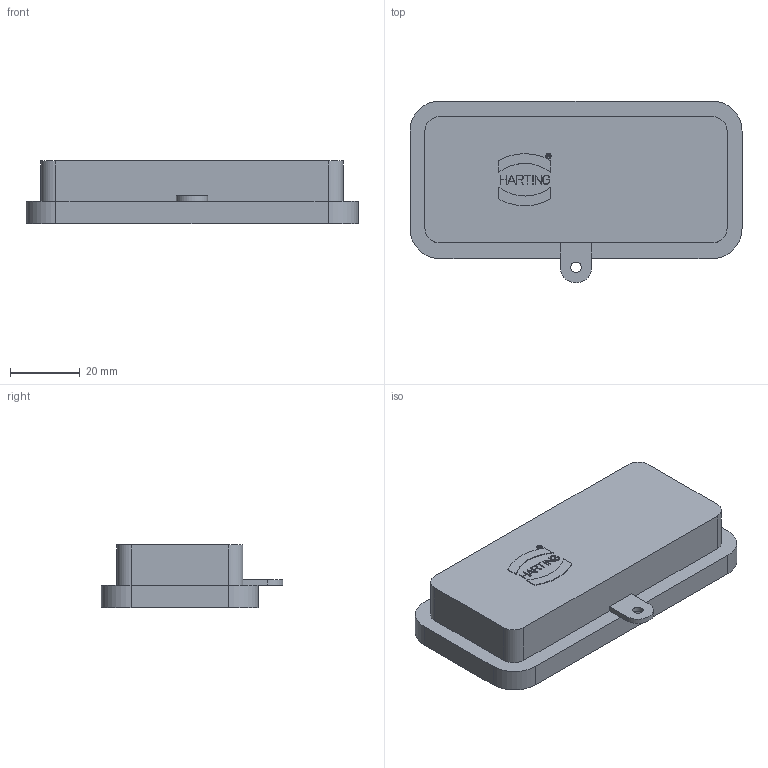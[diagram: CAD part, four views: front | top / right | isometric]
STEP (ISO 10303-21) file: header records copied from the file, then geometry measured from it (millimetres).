
FILE_DESCRIPTION(/* description */ (''),/* implementation_level */ '2;1');
FILE_NAME(/* name */ '100111747ugm000_b.stp',/* time_stamp */ '2019-10-28T13:52:02+01:00',/* author */ (''),/* organization */ (''),/* preprocessor_version */ 'ST-DEVELOPER v16.7',/* originating_system */ 'SIEMENS PLM Software NX 12.0',/* authorisation */ '');
FILE_SCHEMA (('AUTOMOTIVE_DESIGN { 1 0 10303 214 3 1 1 1 }'));
Length unit declared in the file: millimetre
Products named in the file (1): 100111747ugm000_b
Bounding box: 95.3 x 52.2 x 18.2 mm (x, y, z)
Volume: 8905.8 mm3; surface area: 17809.6 mm2
Topology: 1 solids, 1 shells, 215 faces, 586 edges, 392 vertices
Faces by surface type: plane 167, cylinder 48
Full cylindrical faces by diameter (mm): 1.425 x1, 1.575 x1, 3 x1
Entity records: 7606 total; most frequent: CARTESIAN_POINT 1302, ORIENTED_EDGE 1166, DIRECTION 1075, EDGE_CURVE 583, LINE 473, VECTOR 473, VERTEX_POINT 390, AXIS2_PLACEMENT_3D 301
